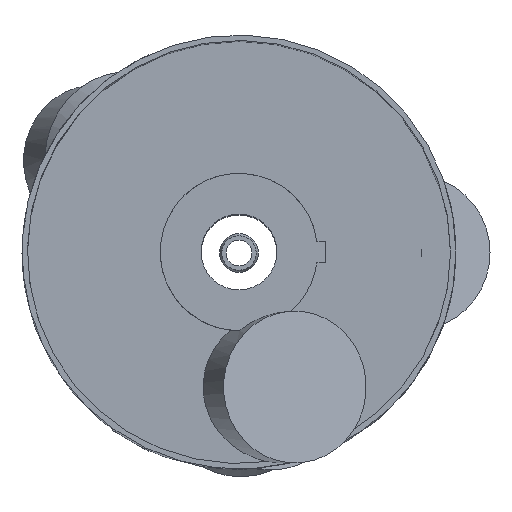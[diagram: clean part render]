
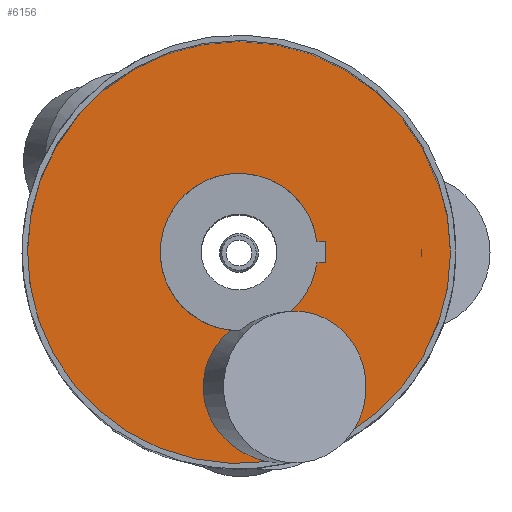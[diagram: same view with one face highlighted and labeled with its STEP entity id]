
A CAD part, top view. The second image highlights one B-rep face of the part: STEP entity #6156.
In plain terms, the highlighted planar face has unit normal (0, 0, 1).
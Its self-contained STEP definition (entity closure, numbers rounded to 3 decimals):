
#3208 = CYLINDRICAL_SURFACE('',#3209,78.);
#3209 = AXIS2_PLACEMENT_3D('',#3210,#3211,#3212);
#3210 = CARTESIAN_POINT('',(0.,0.,5.));
#3211 = DIRECTION('',(0.,0.,1.));
#3212 = DIRECTION('',(1.,0.,0.));
#4964 = VERTEX_POINT('',#4965);
#4965 = CARTESIAN_POINT('',(78.,0.,5.));
#4988 = EDGE_CURVE('',#4964,#4964,#4989,.T.);
#4989 = SURFACE_CURVE('',#4990,(#4995,#5002),.PCURVE_S1.);
#4990 = CIRCLE('',#4991,78.);
#4991 = AXIS2_PLACEMENT_3D('',#4992,#4993,#4994);
#4992 = CARTESIAN_POINT('',(0.,0.,5.));
#4993 = DIRECTION('',(0.,0.,1.));
#4994 = DIRECTION('',(1.,0.,0.));
#4995 = PCURVE('',#3208,#4996);
#4996 = DEFINITIONAL_REPRESENTATION('',(#4997),#5001);
#4997 = LINE('',#4998,#4999);
#4998 = CARTESIAN_POINT('',(0.,0.));
#4999 = VECTOR('',#5000,1.);
#5000 = DIRECTION('',(1.,0.));
#5001 = ( GEOMETRIC_REPRESENTATION_CONTEXT(2) 
PARAMETRIC_REPRESENTATION_CONTEXT() REPRESENTATION_CONTEXT('2D SPACE',''
  ) );
#5002 = PCURVE('',#5003,#5008);
#5003 = PLANE('',#5004);
#5004 = AXIS2_PLACEMENT_3D('',#5005,#5006,#5007);
#5005 = CARTESIAN_POINT('',(0.,0.,5.));
#5006 = DIRECTION('',(0.,0.,1.));
#5007 = DIRECTION('',(1.,0.,0.));
#5008 = DEFINITIONAL_REPRESENTATION('',(#5009),#5013);
#5009 = CIRCLE('',#5010,78.);
#5010 = AXIS2_PLACEMENT_2D('',#5011,#5012);
#5011 = CARTESIAN_POINT('',(0.,0.));
#5012 = DIRECTION('',(1.,0.));
#5013 = ( GEOMETRIC_REPRESENTATION_CONTEXT(2) 
PARAMETRIC_REPRESENTATION_CONTEXT() REPRESENTATION_CONTEXT('2D SPACE',''
  ) );
#6156 = ADVANCED_FACE('',(#6157,#6160,#6247),#5003,.T.);
#6157 = FACE_BOUND('',#6158,.T.);
#6158 = EDGE_LOOP('',(#6159));
#6159 = ORIENTED_EDGE('',*,*,#4988,.T.);
#6160 = FACE_BOUND('',#6161,.T.);
#6161 = EDGE_LOOP('',(#6162,#6196,#6223));
#6162 = ORIENTED_EDGE('',*,*,#6163,.F.);
#6163 = EDGE_CURVE('',#6164,#6166,#6168,.T.);
#6164 = VERTEX_POINT('',#6165);
#6165 = CARTESIAN_POINT('',(67.425,0.,5.));
#6166 = VERTEX_POINT('',#6167);
#6167 = CARTESIAN_POINT('',(67.384,1.413,5.));
#6168 = SURFACE_CURVE('',#6169,(#6174,#6181),.PCURVE_S1.);
#6169 = ELLIPSE('',#6170,27.669,26.);
#6170 = AXIS2_PLACEMENT_3D('',#6171,#6172,#6173);
#6171 = CARTESIAN_POINT('',(39.757,0.,5.));
#6172 = DIRECTION('',(0.,0.,1.));
#6173 = DIRECTION('',(1.,0.,-0.));
#6174 = PCURVE('',#5003,#6175);
#6175 = DEFINITIONAL_REPRESENTATION('',(#6176),#6180);
#6176 = ELLIPSE('',#6177,27.669,26.);
#6177 = AXIS2_PLACEMENT_2D('',#6178,#6179);
#6178 = CARTESIAN_POINT('',(39.757,0.));
#6179 = DIRECTION('',(1.,0.));
#6180 = ( GEOMETRIC_REPRESENTATION_CONTEXT(2) 
PARAMETRIC_REPRESENTATION_CONTEXT() REPRESENTATION_CONTEXT('2D SPACE',''
  ) );
#6181 = PCURVE('',#6182,#6187);
#6182 = CYLINDRICAL_SURFACE('',#6183,26.);
#6183 = AXIS2_PLACEMENT_3D('',#6184,#6185,#6186);
#6184 = CARTESIAN_POINT('',(42.989,0.,13.879));
#6185 = DIRECTION('',(0.342,0.,0.94));
#6186 = DIRECTION('',(0.94,0.,-0.342));
#6187 = DEFINITIONAL_REPRESENTATION('',(#6188),#6195);
#6188 = B_SPLINE_CURVE_WITH_KNOTS('',5,(#6189,#6190,#6191,#6192,#6193,
    #6194),.UNSPECIFIED.,.F.,.F.,(6,6),(0.,0.054),
  .PIECEWISE_BEZIER_KNOTS.);
#6189 = CARTESIAN_POINT('',(6.283,0.014));
#6190 = CARTESIAN_POINT('',(6.294,0.014));
#6191 = CARTESIAN_POINT('',(6.305,0.013));
#6192 = CARTESIAN_POINT('',(6.316,0.01));
#6193 = CARTESIAN_POINT('',(6.327,0.006));
#6194 = CARTESIAN_POINT('',(6.338,0.));
#6195 = ( GEOMETRIC_REPRESENTATION_CONTEXT(2) 
PARAMETRIC_REPRESENTATION_CONTEXT() REPRESENTATION_CONTEXT('2D SPACE',''
  ) );
#6196 = ORIENTED_EDGE('',*,*,#6197,.F.);
#6197 = EDGE_CURVE('',#6198,#6164,#6200,.T.);
#6198 = VERTEX_POINT('',#6199);
#6199 = CARTESIAN_POINT('',(67.384,-1.413,5.));
#6200 = SURFACE_CURVE('',#6201,(#6206,#6213),.PCURVE_S1.);
#6201 = ELLIPSE('',#6202,27.669,26.);
#6202 = AXIS2_PLACEMENT_3D('',#6203,#6204,#6205);
#6203 = CARTESIAN_POINT('',(39.757,0.,5.));
#6204 = DIRECTION('',(0.,0.,1.));
#6205 = DIRECTION('',(1.,0.,-0.));
#6206 = PCURVE('',#5003,#6207);
#6207 = DEFINITIONAL_REPRESENTATION('',(#6208),#6212);
#6208 = ELLIPSE('',#6209,27.669,26.);
#6209 = AXIS2_PLACEMENT_2D('',#6210,#6211);
#6210 = CARTESIAN_POINT('',(39.757,0.));
#6211 = DIRECTION('',(1.,0.));
#6212 = ( GEOMETRIC_REPRESENTATION_CONTEXT(2) 
PARAMETRIC_REPRESENTATION_CONTEXT() REPRESENTATION_CONTEXT('2D SPACE',''
  ) );
#6213 = PCURVE('',#6182,#6214);
#6214 = DEFINITIONAL_REPRESENTATION('',(#6215),#6222);
#6215 = B_SPLINE_CURVE_WITH_KNOTS('',5,(#6216,#6217,#6218,#6219,#6220,
    #6221),.UNSPECIFIED.,.F.,.F.,(6,6),(6.229,6.283),
  .PIECEWISE_BEZIER_KNOTS.);
#6216 = CARTESIAN_POINT('',(6.229,0.));
#6217 = CARTESIAN_POINT('',(6.24,0.006));
#6218 = CARTESIAN_POINT('',(6.251,0.01));
#6219 = CARTESIAN_POINT('',(6.261,0.013));
#6220 = CARTESIAN_POINT('',(6.272,0.014));
#6221 = CARTESIAN_POINT('',(6.283,0.014));
#6222 = ( GEOMETRIC_REPRESENTATION_CONTEXT(2) 
PARAMETRIC_REPRESENTATION_CONTEXT() REPRESENTATION_CONTEXT('2D SPACE',''
  ) );
#6223 = ORIENTED_EDGE('',*,*,#6224,.T.);
#6224 = EDGE_CURVE('',#6198,#6166,#6225,.T.);
#6225 = SURFACE_CURVE('',#6226,(#6230,#6236),.PCURVE_S1.);
#6226 = LINE('',#6227,#6228);
#6227 = CARTESIAN_POINT('',(67.384,0.,5.));
#6228 = VECTOR('',#6229,1.);
#6229 = DIRECTION('',(0.,1.,0.));
#6230 = PCURVE('',#5003,#6231);
#6231 = DEFINITIONAL_REPRESENTATION('',(#6232),#6235);
#6232 = B_SPLINE_CURVE_WITH_KNOTS('',1,(#6233,#6234),.UNSPECIFIED.,.F.,
  .F.,(2,2),(-26.,26.),.PIECEWISE_BEZIER_KNOTS.);
#6233 = CARTESIAN_POINT('',(67.384,-26.));
#6234 = CARTESIAN_POINT('',(67.384,26.));
#6235 = ( GEOMETRIC_REPRESENTATION_CONTEXT(2) 
PARAMETRIC_REPRESENTATION_CONTEXT() REPRESENTATION_CONTEXT('2D SPACE',''
  ) );
#6236 = PCURVE('',#6237,#6242);
#6237 = PLANE('',#6238);
#6238 = AXIS2_PLACEMENT_3D('',#6239,#6240,#6241);
#6239 = CARTESIAN_POINT('',(42.989,0.,13.879));
#6240 = DIRECTION('',(0.342,0.,0.94));
#6241 = DIRECTION('',(0.94,0.,-0.342));
#6242 = DEFINITIONAL_REPRESENTATION('',(#6243),#6246);
#6243 = B_SPLINE_CURVE_WITH_KNOTS('',1,(#6244,#6245),.UNSPECIFIED.,.F.,
  .F.,(2,2),(-26.,26.),.PIECEWISE_BEZIER_KNOTS.);
#6244 = CARTESIAN_POINT('',(25.962,-26.));
#6245 = CARTESIAN_POINT('',(25.962,26.));
#6246 = ( GEOMETRIC_REPRESENTATION_CONTEXT(2) 
PARAMETRIC_REPRESENTATION_CONTEXT() REPRESENTATION_CONTEXT('2D SPACE',''
  ) );
#6247 = FACE_BOUND('',#6248,.T.);
#6248 = EDGE_LOOP('',(#6249));
#6249 = ORIENTED_EDGE('',*,*,#6250,.F.);
#6250 = EDGE_CURVE('',#6251,#6251,#6253,.T.);
#6251 = VERTEX_POINT('',#6252);
#6252 = CARTESIAN_POINT('',(14.,0.,5.));
#6253 = SURFACE_CURVE('',#6254,(#6259,#6266),.PCURVE_S1.);
#6254 = CIRCLE('',#6255,14.);
#6255 = AXIS2_PLACEMENT_3D('',#6256,#6257,#6258);
#6256 = CARTESIAN_POINT('',(0.,0.,5.));
#6257 = DIRECTION('',(0.,0.,1.));
#6258 = DIRECTION('',(1.,0.,-0.));
#6259 = PCURVE('',#5003,#6260);
#6260 = DEFINITIONAL_REPRESENTATION('',(#6261),#6265);
#6261 = CIRCLE('',#6262,14.);
#6262 = AXIS2_PLACEMENT_2D('',#6263,#6264);
#6263 = CARTESIAN_POINT('',(0.,0.));
#6264 = DIRECTION('',(1.,0.));
#6265 = ( GEOMETRIC_REPRESENTATION_CONTEXT(2) 
PARAMETRIC_REPRESENTATION_CONTEXT() REPRESENTATION_CONTEXT('2D SPACE',''
  ) );
#6266 = PCURVE('',#6267,#6272);
#6267 = CYLINDRICAL_SURFACE('',#6268,14.);
#6268 = AXIS2_PLACEMENT_3D('',#6269,#6270,#6271);
#6269 = CARTESIAN_POINT('',(0.,0.,0.));
#6270 = DIRECTION('',(0.,0.,1.));
#6271 = DIRECTION('',(1.,0.,0.));
#6272 = DEFINITIONAL_REPRESENTATION('',(#6273),#6277);
#6273 = LINE('',#6274,#6275);
#6274 = CARTESIAN_POINT('',(0.,5.));
#6275 = VECTOR('',#6276,1.);
#6276 = DIRECTION('',(1.,0.));
#6277 = ( GEOMETRIC_REPRESENTATION_CONTEXT(2) 
PARAMETRIC_REPRESENTATION_CONTEXT() REPRESENTATION_CONTEXT('2D SPACE',''
  ) );
